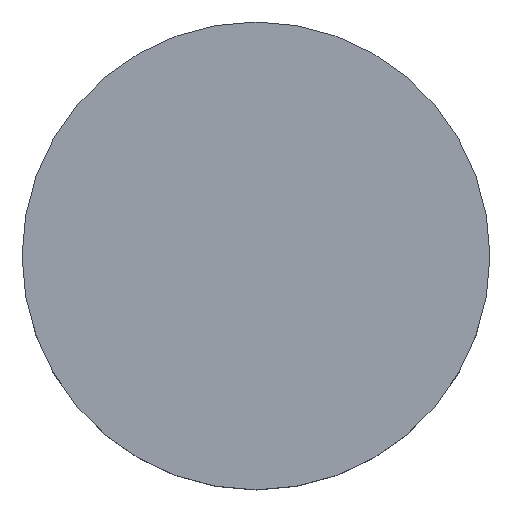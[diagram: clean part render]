
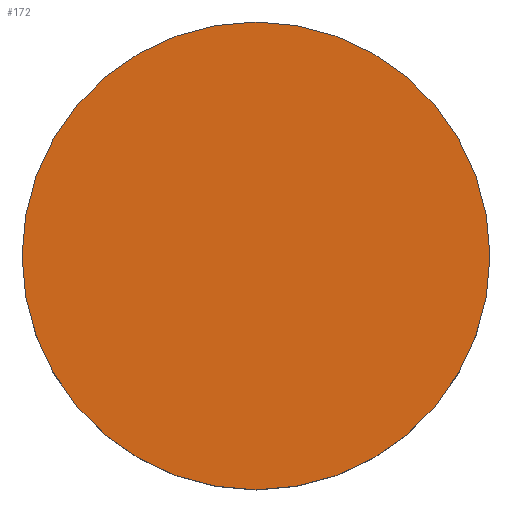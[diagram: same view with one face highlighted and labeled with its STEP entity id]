
A CAD part, top view. The second image highlights one B-rep face of the part: STEP entity #172.
In plain terms, the highlighted planar face has unit normal (0, 0, 1).
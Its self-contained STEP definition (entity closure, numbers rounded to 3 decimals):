
#3 = DIRECTION ( 'NONE',  ( 0., 0., -1. ) ) ;
#10 = DIRECTION ( 'NONE',  ( 0., -1., 0. ) ) ;
#12 = EDGE_CURVE ( 'NONE', #80, #122, #55, .T. ) ;
#26 = PLANE ( 'NONE',  #166 ) ;
#35 = EDGE_LOOP ( 'NONE', ( #182, #168 ) ) ;
#49 = CARTESIAN_POINT ( 'NONE',  ( 0., 13.158, 3. ) ) ;
#55 = CIRCLE ( 'NONE', #105, 6.35 ) ;
#57 = AXIS2_PLACEMENT_3D ( 'NONE', #76, #190, #10 ) ;
#63 = DIRECTION ( 'NONE',  ( 1., 0., 0. ) ) ;
#76 = CARTESIAN_POINT ( 'NONE',  ( 0., 0., 3. ) ) ;
#80 = VERTEX_POINT ( 'NONE', #161 ) ;
#105 = AXIS2_PLACEMENT_3D ( 'NONE', #152, #3, #151 ) ;
#108 = EDGE_CURVE ( 'NONE', #122, #80, #150, .T. ) ;
#122 = VERTEX_POINT ( 'NONE', #187 ) ;
#127 = DIRECTION ( 'NONE',  ( 0., 0., 1. ) ) ;
#142 = FACE_OUTER_BOUND ( 'NONE', #35, .T. ) ;
#150 = CIRCLE ( 'NONE', #57, 6.35 ) ;
#151 = DIRECTION ( 'NONE',  ( 0., -1., 0. ) ) ;
#152 = CARTESIAN_POINT ( 'NONE',  ( 0., 0., 3. ) ) ;
#161 = CARTESIAN_POINT ( 'NONE',  ( 0., -6.35, 3. ) ) ;
#166 = AXIS2_PLACEMENT_3D ( 'NONE', #49, #127, #63 ) ;
#168 = ORIENTED_EDGE ( 'NONE', *, *, #108, .F. ) ;
#172 = ADVANCED_FACE ( 'NONE', ( #142 ), #26, .T. ) ;
#182 = ORIENTED_EDGE ( 'NONE', *, *, #12, .F. ) ;
#187 = CARTESIAN_POINT ( 'NONE',  ( 0., 6.35, 3. ) ) ;
#190 = DIRECTION ( 'NONE',  ( 0., 0., -1. ) ) ;
